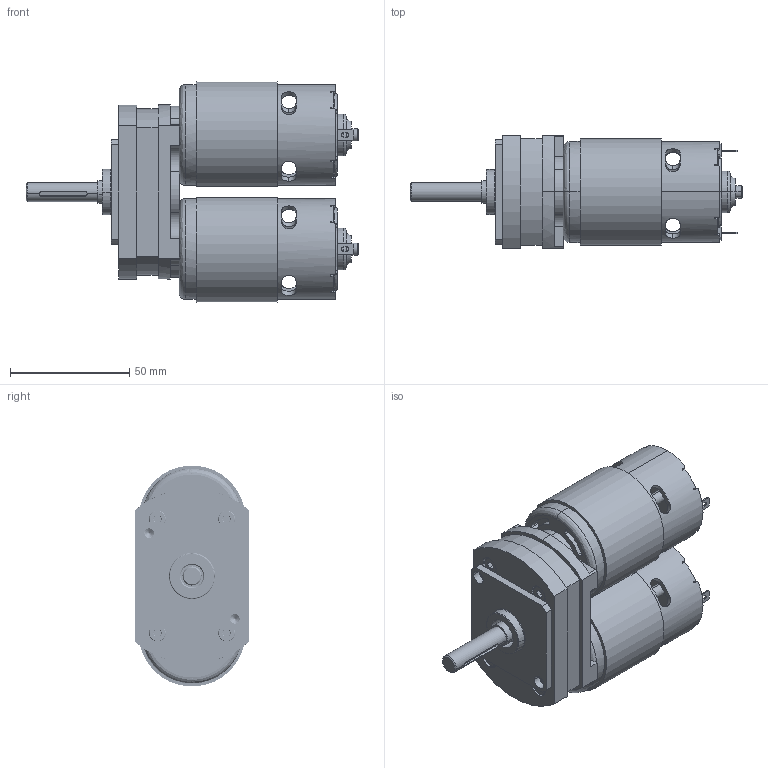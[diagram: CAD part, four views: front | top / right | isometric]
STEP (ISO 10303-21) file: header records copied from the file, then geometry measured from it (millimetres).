
FILE_DESCRIPTION (( 'STEP AP214' ), '1' );
FILE_NAME ('am-3987 Sport 2 Motor Gearbox With CIM Shaft And Plate.STEP', '2019-01-08T21:41:39', ( '' ), ( '' ), 'SwSTEP 2.0', 'SolidWorks 2018', '' );
FILE_SCHEMA (( 'AUTOMOTIVE_DESIGN' ));
Length unit declared in the file: inch
Products named in the file (12): am-3987 Sport 2 Motor Gearbox With CIM Shaft And Plate; 52T 0.7MOD .3125h; Motor plate; output plate; 775 RedLine; am-3784 - RS-700 Motor Pinion Gear; 608-2Z 8mm bearing McM 5972K501_5972K501; R6ZZ Bearing McM 60355K450_60355K45; Retaining Ring 375 McM 97633A170_97633A170_grv; SHCS M4-0.7 x 25 - McM 91290A176_91290A176; am-3990 2 Motor Sport CIM Output Plate; am-3990 2 Motor Sport CIM Output Shaft
Assembly tree (16 placements, depth 2):
  am-3987 Sport 2 Motor Gearbox With CIM Shaft And Plate
    52T 0.7MOD .3125h
    Motor plate
    output plate
    775 RedLine  x2
    am-3784 - RS-700 Motor Pinion Gear  x2
    608-2Z 8mm bearing McM 5972K501_5972K501
    R6ZZ Bearing McM 60355K450_60355K45
    Retaining Ring 375 McM 97633A170_97633A170_grv
    SHCS M4-0.7 x 25 - McM 91290A176_91290A176  x4
    am-3990 2 Motor Sport CIM Output Plate
    am-3990 2 Motor Sport CIM Output Shaft
Bounding box: 139.21 x 47.62 x 92.5 mm (x, y, z)
Volume: 167542.3 mm3; surface area: 91334.9 mm2
Topology: 44 solids, 60 shells, 2428 faces, 6633 edges, 4336 vertices
Faces by surface type: cylinder 1462, plane 438, cone 228, bspline 206, sphere 52, torus 42
Entity records: 56094 total; most frequent: CARTESIAN_POINT 17188, ORIENTED_EDGE 7336, DIRECTION 7034, EDGE_CURVE 3668, AXIS2_PLACEMENT_3D 2822, VERTEX_POINT 2415, EDGE_LOOP 1547, CIRCLE 1503
